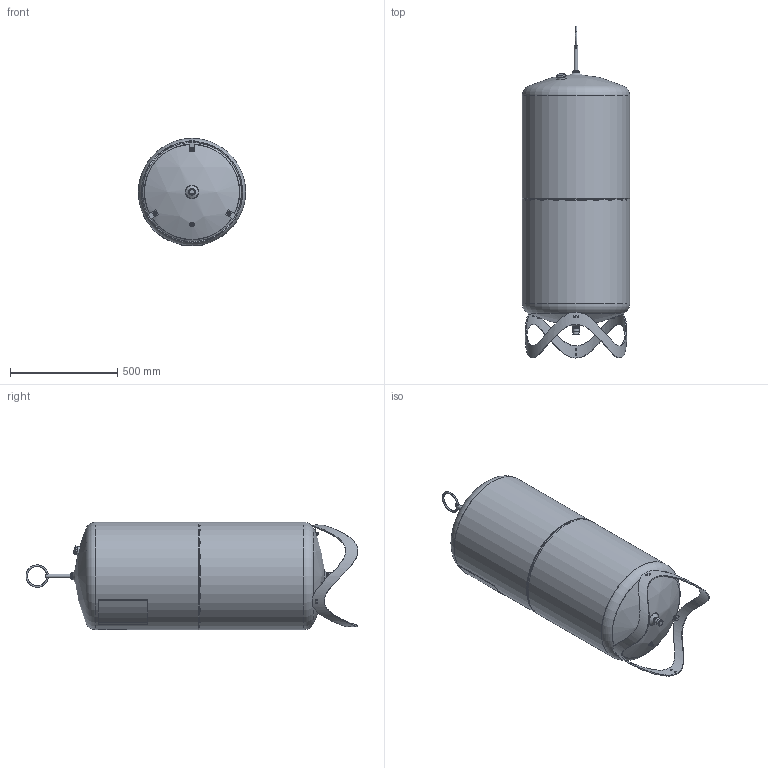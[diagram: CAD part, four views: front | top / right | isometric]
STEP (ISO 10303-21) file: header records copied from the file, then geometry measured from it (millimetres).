
FILE_DESCRIPTION((''),'2;1');
FILE_NAME('7103008_3D_1002_00_DE_FR_IT_EN_NL_UPD.stp','2015-01-08T11:17:57',('SCG'),(''),'Autodesk Inventor 2013','Autodesk Inventor 2013','');
FILE_SCHEMA(('AUTOMOTIVE_DESIGN { 1 0 10303 214 1 1 1 1 }'));
Length unit declared in the file: millimetre
Products named in the file (1): 119479
Bounding box: 500 x 1546.59 x 500.3 mm (x, y, z)
Volume: 19834547.6 mm3; surface area: 5618978.5 mm2
Topology: 3 solids, 7 shells, 381 faces, 964 edges, 634 vertices
Faces by surface type: plane 184, cylinder 83, cone 48, torus 31, bspline 29, sphere 5, revolution 1
Full cylindrical faces by diameter (mm): 4 x1, 7.5 x2, 8 x6, 8.4 x1, 9 x5, 10 x3, 11.027 x1, 12.6 x1, 14 x1, 14.95 x1, 17.2 x1, 18 x1, 20 x2, 24.117 x1, 25.8 x1, 26.44 x1, 26.5 x1, 26.8 x2, 27 x2, 29.8 x4, 30 x1, 33.3 x1, 40 x1, 41 x1, 45 x1, 55 x1, 58 x1, 461 x1, 471 x1, 492 x1
Entity records: 14495 total; most frequent: CARTESIAN_POINT 5763, ORIENTED_EDGE 1636, DIRECTION 1625, EDGE_CURVE 818, AXIS2_PLACEMENT_3D 647, VERTEX_POINT 596, EDGE_LOOP 563, FACE_OUTER_BOUND 381
